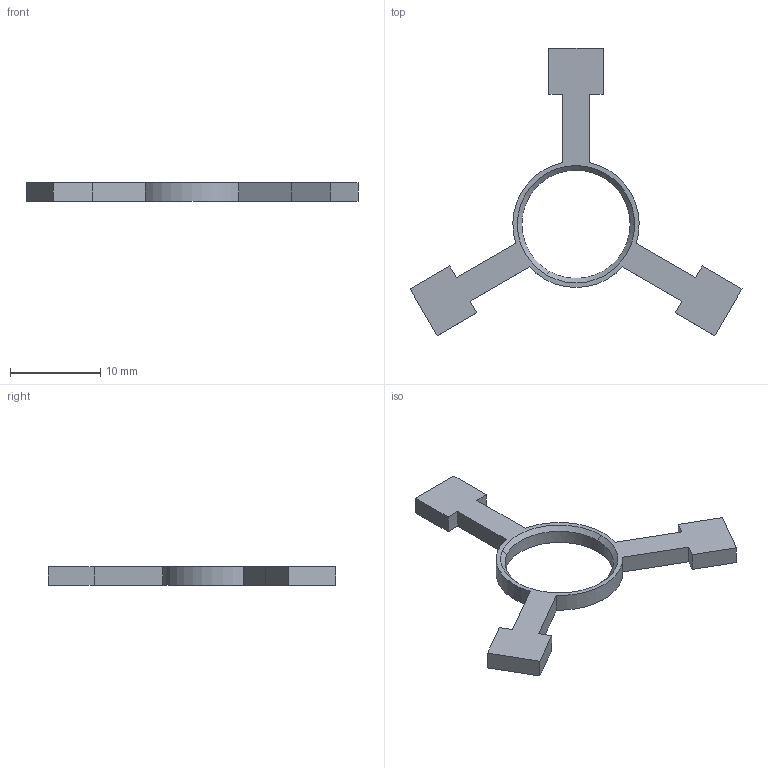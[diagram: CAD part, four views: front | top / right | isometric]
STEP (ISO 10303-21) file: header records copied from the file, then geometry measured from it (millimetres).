
FILE_DESCRIPTION(('FreeCAD Model'),'2;1');
FILE_NAME('dp3.step', '2015-01-04T23:20:04',('Author'),(''), 'Open CASCADE STEP processor 6.7','FreeCAD','Unknown');
FILE_SCHEMA(('AUTOMOTIVE_DESIGN_CC2 { 1 2 10303 214 -1 1 5 4 }'));
Length unit declared in the file: millimetre
Products named in the file (1): dp3
Bounding box: 36.77 x 31.85 x 2 mm (x, y, z)
Volume: 394.2 mm3; surface area: 739.5 mm2
Topology: 1 solids, 1 shells, 30 faces, 85 edges, 57 vertices
Faces by surface type: plane 23, cylinder 4, cone 2, bspline 1
Full cylindrical faces by diameter (mm): 12 x1
Entity records: 2222 total; most frequent: CARTESIAN_POINT 529, DIRECTION 303, LINE 217, VECTOR 217, ORIENTED_EDGE 170, PCURVE 170, DEFINITIONAL_REPRESENTATION 170, EDGE_CURVE 85
